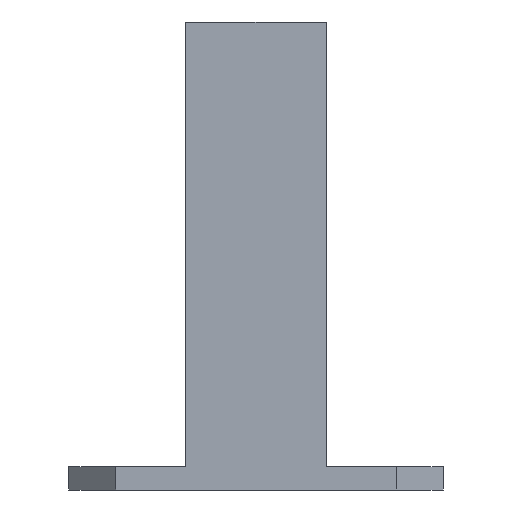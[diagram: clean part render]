
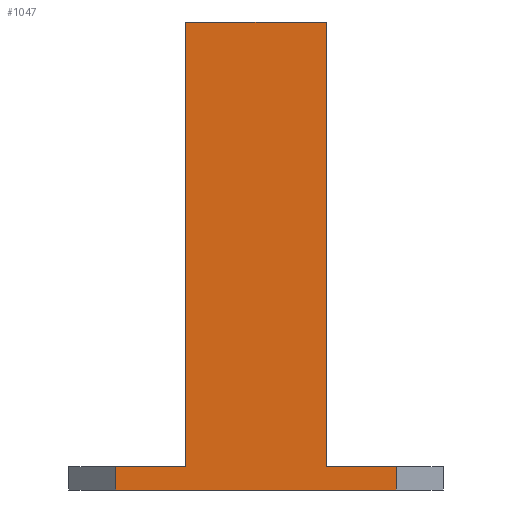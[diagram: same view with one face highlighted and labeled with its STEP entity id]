
A CAD part, left-side view. The second image highlights one B-rep face of the part: STEP entity #1047.
In plain terms, the highlighted planar face has unit normal (-1, 0, 0).
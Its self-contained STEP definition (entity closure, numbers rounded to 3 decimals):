
#1047 = ADVANCED_FACE( '', ( #4490 ), #4491, .F. );
#4490 = FACE_OUTER_BOUND( '', #8085, .T. );
#4491 = PLANE( '', #8086 );
#8085 = EDGE_LOOP( '', ( #14341, #14342, #14343, #14344, #14345, #14346, #14347, #14348 ) );
#8086 = AXIS2_PLACEMENT_3D( '', #14349, #14350, #14351 );
#14341 = ORIENTED_EDGE( '', *, *, #16290, .F. );
#14342 = ORIENTED_EDGE( '', *, *, #14776, .T. );
#14343 = ORIENTED_EDGE( '', *, *, #15365, .T. );
#14344 = ORIENTED_EDGE( '', *, *, #14612, .T. );
#14345 = ORIENTED_EDGE( '', *, *, #16291, .F. );
#14346 = ORIENTED_EDGE( '', *, *, #16281, .F. );
#14347 = ORIENTED_EDGE( '', *, *, #15321, .F. );
#14348 = ORIENTED_EDGE( '', *, *, #16283, .T. );
#14349 = CARTESIAN_POINT( '', ( -400., 400., 50. ) );
#14350 = DIRECTION( '', ( 1., 0., 0. ) );
#14351 = DIRECTION( '', ( 0., 1., 0. ) );
#14612 = EDGE_CURVE( '', #16319, #16316, #16320, .T. );
#14776 = EDGE_CURVE( '', #16613, #16617, #16619, .T. );
#15321 = EDGE_CURVE( '', #17582, #17584, #17585, .T. );
#15365 = EDGE_CURVE( '', #16617, #16319, #17650, .T. );
#16281 = EDGE_CURVE( '', #17584, #19430, #19431, .T. );
#16283 = EDGE_CURVE( '', #17582, #19433, #19434, .T. );
#16290 = EDGE_CURVE( '', #16613, #19433, #19442, .T. );
#16291 = EDGE_CURVE( '', #19430, #16316, #19443, .T. );
#16316 = VERTEX_POINT( '', #19471 );
#16319 = VERTEX_POINT( '', #19475 );
#16320 = LINE( '', #19476, #19477 );
#16613 = VERTEX_POINT( '', #20446 );
#16617 = VERTEX_POINT( '', #20452 );
#16619 = LINE( '', #20455, #20456 );
#17582 = VERTEX_POINT( '', #22833 );
#17584 = VERTEX_POINT( '', #22836 );
#17585 = LINE( '', #22837, #22838 );
#17650 = LINE( '', #22951, #22952 );
#19430 = VERTEX_POINT( '', #24804 );
#19431 = LINE( '', #24805, #24806 );
#19433 = VERTEX_POINT( '', #24809 );
#19434 = LINE( '', #24810, #24811 );
#19442 = LINE( '', #24825, #24826 );
#19443 = LINE( '', #24827, #24828 );
#19471 = CARTESIAN_POINT( '', ( -400., -300., 50. ) );
#19475 = CARTESIAN_POINT( '', ( -400., -300., 0. ) );
#19476 = CARTESIAN_POINT( '', ( -400., -300., 50. ) );
#19477 = VECTOR( '', #24862, 1000. );
#20446 = CARTESIAN_POINT( '', ( -400., 300., 50. ) );
#20452 = CARTESIAN_POINT( '', ( -400., 300., 0. ) );
#20455 = CARTESIAN_POINT( '', ( -400., 300., 50. ) );
#20456 = VECTOR( '', #25184, 1000. );
#22833 = CARTESIAN_POINT( '', ( -400., 150., 1000. ) );
#22836 = CARTESIAN_POINT( '', ( -400., -150., 1000. ) );
#22837 = CARTESIAN_POINT( '', ( -400., 150., 1000. ) );
#22838 = VECTOR( '', #26302, 1000. );
#22951 = CARTESIAN_POINT( '', ( -400., 400., 0. ) );
#22952 = VECTOR( '', #26395, 1000. );
#24804 = CARTESIAN_POINT( '', ( -400., -150., 50. ) );
#24805 = CARTESIAN_POINT( '', ( -400., -150., 1000. ) );
#24806 = VECTOR( '', #29078, 1000. );
#24809 = CARTESIAN_POINT( '', ( -400., 150., 50. ) );
#24810 = CARTESIAN_POINT( '', ( -400., 150., 1000. ) );
#24811 = VECTOR( '', #29080, 1000. );
#24825 = CARTESIAN_POINT( '', ( -400., 400., 50. ) );
#24826 = VECTOR( '', #29087, 1000. );
#24827 = CARTESIAN_POINT( '', ( -400., 400., 50. ) );
#24828 = VECTOR( '', #29088, 1000. );
#24862 = DIRECTION( '', ( 0., 0., 1. ) );
#25184 = DIRECTION( '', ( 0., 0., -1. ) );
#26302 = DIRECTION( '', ( 0., -1., 0. ) );
#26395 = DIRECTION( '', ( 0., -1., 0. ) );
#29078 = DIRECTION( '', ( 0., 0., -1. ) );
#29080 = DIRECTION( '', ( 0., 0., -1. ) );
#29087 = DIRECTION( '', ( 0., -1., 0. ) );
#29088 = DIRECTION( '', ( 0., -1., 0. ) );
